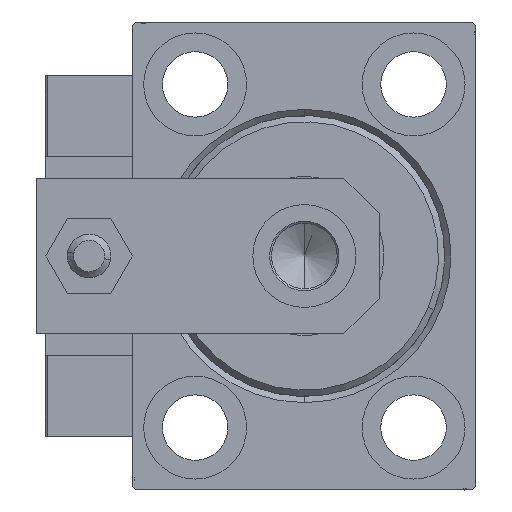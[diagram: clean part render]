
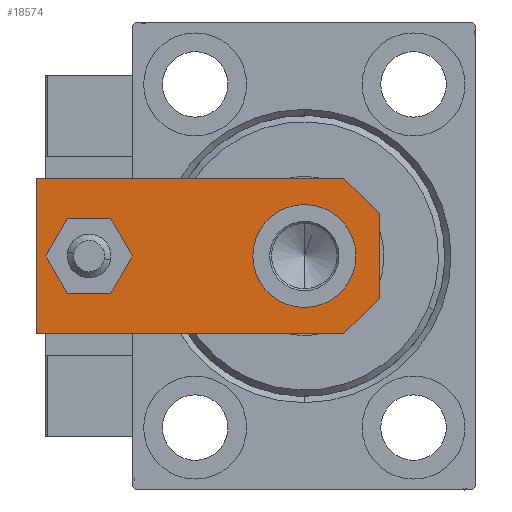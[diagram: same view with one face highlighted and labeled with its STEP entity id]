
A CAD part, left-side view. The second image highlights one B-rep face of the part: STEP entity #18574.
In plain terms, the highlighted face is planar.
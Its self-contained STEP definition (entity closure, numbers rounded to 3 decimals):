
#946 = CARTESIAN_POINT ( 'NONE',  ( -12.5, 5.66, 6. ) ) ;
#965 = FACE_BOUND ( 'NONE', #22330, .T. ) ;
#972 = DIRECTION ( 'NONE',  ( 0.707, -0.707, 0. ) ) ;
#1158 = EDGE_CURVE ( 'NONE', #44226, #44027, #20472, .T. ) ;
#1522 = LINE ( 'NONE', #44367, #37073 ) ;
#2180 = VERTEX_POINT ( 'NONE', #8865 ) ;
#2484 = AXIS2_PLACEMENT_3D ( 'NONE', #4210, #32147, #50643 ) ;
#2931 = LINE ( 'NONE', #33714, #39949 ) ;
#2997 = VERTEX_POINT ( 'NONE', #33013 ) ;
#3345 = ORIENTED_EDGE ( 'NONE', *, *, #8900, .T. ) ;
#4210 = CARTESIAN_POINT ( 'NONE',  ( 0., 46.5, 6. ) ) ;
#4431 = ORIENTED_EDGE ( 'NONE', *, *, #26877, .F. ) ;
#4812 = FACE_BOUND ( 'NONE', #9076, .T. ) ;
#4867 = DIRECTION ( 'NONE',  ( 0., 0., 1. ) ) ;
#6090 = DIRECTION ( 'NONE',  ( 1., 0., 0. ) ) ;
#6099 = PLANE ( 'NONE',  #49559 ) ;
#8664 = VECTOR ( 'NONE', #35483, 1000. ) ;
#8754 = EDGE_CURVE ( 'NONE', #44027, #38613, #29807, .T. ) ;
#8865 = CARTESIAN_POINT ( 'NONE',  ( 12.5, 55., 6. ) ) ;
#8900 = EDGE_CURVE ( 'NONE', #10966, #2180, #1522, .T. ) ;
#8944 = VERTEX_POINT ( 'NONE', #37422 ) ;
#9076 = EDGE_LOOP ( 'NONE', ( #16517, #26873 ) ) ;
#9194 = VECTOR ( 'NONE', #34171, 1000. ) ;
#9724 = EDGE_CURVE ( 'NONE', #38613, #10966, #46176, .T. ) ;
#9741 = VERTEX_POINT ( 'NONE', #42592 ) ;
#10010 = EDGE_CURVE ( 'NONE', #9741, #33984, #19097, .T. ) ;
#10378 = DIRECTION ( 'NONE',  ( 0., -1., 0. ) ) ;
#10966 = VERTEX_POINT ( 'NONE', #39128 ) ;
#11993 = CARTESIAN_POINT ( 'NONE',  ( -6.84, 0., 6. ) ) ;
#12635 = CARTESIAN_POINT ( 'NONE',  ( 12.5, 55., 6. ) ) ;
#13342 = ORIENTED_EDGE ( 'NONE', *, *, #10010, .F. ) ;
#13697 = AXIS2_PLACEMENT_3D ( 'NONE', #42549, #39688, #16088 ) ;
#13822 = DIRECTION ( 'NONE',  ( 0., 1., 0. ) ) ;
#14321 = CARTESIAN_POINT ( 'NONE',  ( -12.5, 55., 6. ) ) ;
#16088 = DIRECTION ( 'NONE',  ( 1., 0., 0. ) ) ;
#16407 = CARTESIAN_POINT ( 'NONE',  ( 8.25, 12., 6. ) ) ;
#16517 = ORIENTED_EDGE ( 'NONE', *, *, #27897, .F. ) ;
#16760 = DIRECTION ( 'NONE',  ( 0., 0., 1. ) ) ;
#16817 = ORIENTED_EDGE ( 'NONE', *, *, #35966, .T. ) ;
#18574 = ADVANCED_FACE ( 'NONE', ( #4812, #20465, #965 ), #6099, .T. ) ;
#19097 = CIRCLE ( 'NONE', #47771, 8.25 ) ;
#20465 = FACE_OUTER_BOUND ( 'NONE', #40381, .T. ) ;
#20472 = LINE ( 'NONE', #36109, #36774 ) ;
#22330 = EDGE_LOOP ( 'NONE', ( #13342, #4431 ) ) ;
#24793 = VECTOR ( 'NONE', #38981, 1000. ) ;
#24825 = VERTEX_POINT ( 'NONE', #14321 ) ;
#25969 = CARTESIAN_POINT ( 'NONE',  ( -12.5, 0., 6. ) ) ;
#26873 = ORIENTED_EDGE ( 'NONE', *, *, #49973, .F. ) ;
#26877 = EDGE_CURVE ( 'NONE', #33984, #9741, #30061, .T. ) ;
#27687 = CARTESIAN_POINT ( 'NONE',  ( 3.42, -3.42, 6. ) ) ;
#27897 = EDGE_CURVE ( 'NONE', #8944, #2997, #41575, .T. ) ;
#28125 = ORIENTED_EDGE ( 'NONE', *, *, #28420, .T. ) ;
#28420 = EDGE_CURVE ( 'NONE', #24825, #44226, #2931, .T. ) ;
#28806 = DIRECTION ( 'NONE',  ( 1., 0., 0. ) ) ;
#29807 = LINE ( 'NONE', #25969, #9194 ) ;
#30061 = CIRCLE ( 'NONE', #13697, 8.25 ) ;
#30389 = ORIENTED_EDGE ( 'NONE', *, *, #9724, .T. ) ;
#32147 = DIRECTION ( 'NONE',  ( 0., 0., 1. ) ) ;
#32540 = AXIS2_PLACEMENT_3D ( 'NONE', #43621, #4867, #6090 ) ;
#33013 = CARTESIAN_POINT ( 'NONE',  ( 4., 46.5, 6. ) ) ;
#33170 = CARTESIAN_POINT ( 'NONE',  ( 0., 12., 6. ) ) ;
#33714 = CARTESIAN_POINT ( 'NONE',  ( -12.5, 55., 6. ) ) ;
#33984 = VERTEX_POINT ( 'NONE', #16407 ) ;
#34171 = DIRECTION ( 'NONE',  ( 1., 0., 0. ) ) ;
#35264 = CARTESIAN_POINT ( 'NONE',  ( 6.84, 0., 6. ) ) ;
#35483 = DIRECTION ( 'NONE',  ( -1., 0., 0. ) ) ;
#35966 = EDGE_CURVE ( 'NONE', #2180, #24825, #36229, .T. ) ;
#36109 = CARTESIAN_POINT ( 'NONE',  ( -3.42, -3.42, 6. ) ) ;
#36229 = LINE ( 'NONE', #12635, #8664 ) ;
#36774 = VECTOR ( 'NONE', #972, 1000. ) ;
#37073 = VECTOR ( 'NONE', #13822, 1000. ) ;
#37380 = DIRECTION ( 'NONE',  ( 1., 0., 0. ) ) ;
#37422 = CARTESIAN_POINT ( 'NONE',  ( -4., 46.5, 6. ) ) ;
#38613 = VERTEX_POINT ( 'NONE', #35264 ) ;
#38981 = DIRECTION ( 'NONE',  ( 0.707, 0.707, 0. ) ) ;
#39128 = CARTESIAN_POINT ( 'NONE',  ( 12.5, 5.66, 6. ) ) ;
#39688 = DIRECTION ( 'NONE',  ( 0., 0., 1. ) ) ;
#39726 = ORIENTED_EDGE ( 'NONE', *, *, #8754, .T. ) ;
#39949 = VECTOR ( 'NONE', #10378, 1000. ) ;
#40149 = CIRCLE ( 'NONE', #2484, 4. ) ;
#40381 = EDGE_LOOP ( 'NONE', ( #28125, #40939, #39726, #30389, #3345, #16817 ) ) ;
#40939 = ORIENTED_EDGE ( 'NONE', *, *, #1158, .T. ) ;
#41575 = CIRCLE ( 'NONE', #32540, 4. ) ;
#41741 = CARTESIAN_POINT ( 'NONE',  ( 0., 0., 6. ) ) ;
#42549 = CARTESIAN_POINT ( 'NONE',  ( 0., 12., 6. ) ) ;
#42592 = CARTESIAN_POINT ( 'NONE',  ( -8.25, 12., 6. ) ) ;
#43621 = CARTESIAN_POINT ( 'NONE',  ( 0., 46.5, 6. ) ) ;
#44027 = VERTEX_POINT ( 'NONE', #11993 ) ;
#44226 = VERTEX_POINT ( 'NONE', #946 ) ;
#44367 = CARTESIAN_POINT ( 'NONE',  ( 12.5, 0., 6. ) ) ;
#45088 = DIRECTION ( 'NONE',  ( 0., 0., 1. ) ) ;
#46176 = LINE ( 'NONE', #27687, #24793 ) ;
#47771 = AXIS2_PLACEMENT_3D ( 'NONE', #33170, #16760, #28806 ) ;
#49559 = AXIS2_PLACEMENT_3D ( 'NONE', #41741, #45088, #37380 ) ;
#49973 = EDGE_CURVE ( 'NONE', #2997, #8944, #40149, .T. ) ;
#50643 = DIRECTION ( 'NONE',  ( 1., 0., 0. ) ) ;
